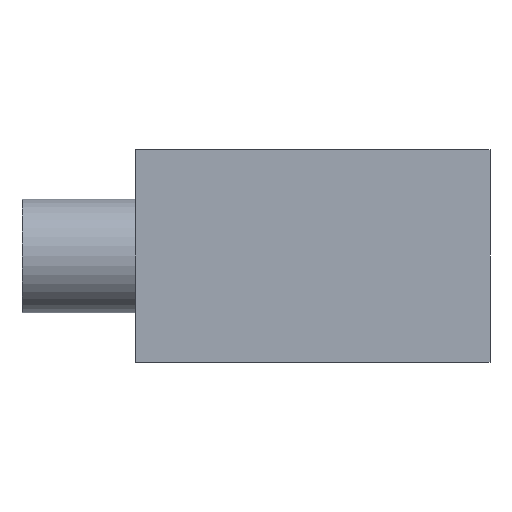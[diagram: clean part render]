
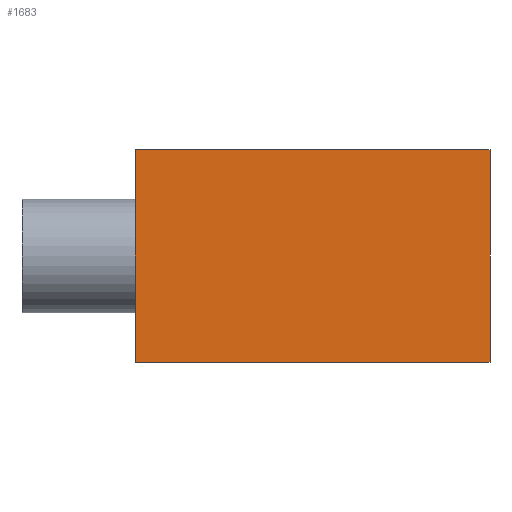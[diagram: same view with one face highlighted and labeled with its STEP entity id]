
A CAD part, front view. The second image highlights one B-rep face of the part: STEP entity #1683.
In plain terms, the highlighted planar face has unit normal (0, -1, 0).
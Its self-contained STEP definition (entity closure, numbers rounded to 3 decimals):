
#131 = CARTESIAN_POINT ( 'NONE',  ( 25., -45., 7.5 ) ) ;
#171 = PLANE ( 'NONE',  #902 ) ;
#257 = EDGE_CURVE ( 'NONE', #1021, #1908, #1281, .T. ) ;
#454 = LINE ( 'NONE', #1162, #1533 ) ;
#520 = ORIENTED_EDGE ( 'NONE', *, *, #1128, .F. ) ;
#537 = CARTESIAN_POINT ( 'NONE',  ( 0., -45., 7.5 ) ) ;
#607 = EDGE_CURVE ( 'NONE', #1021, #1884, #819, .T. ) ;
#663 = CARTESIAN_POINT ( 'NONE',  ( 0., -45., 7.5 ) ) ;
#666 = DIRECTION ( 'NONE',  ( 0., 0., -1. ) ) ;
#687 = FACE_OUTER_BOUND ( 'NONE', #1792, .T. ) ;
#738 = CARTESIAN_POINT ( 'NONE',  ( 0., -45., 7.5 ) ) ;
#788 = VERTEX_POINT ( 'NONE', #2280 ) ;
#819 = LINE ( 'NONE', #1359, #1745 ) ;
#902 = AXIS2_PLACEMENT_3D ( 'NONE', #537, #2096, #2115 ) ;
#1021 = VERTEX_POINT ( 'NONE', #663 ) ;
#1128 = EDGE_CURVE ( 'NONE', #1908, #788, #454, .T. ) ;
#1162 = CARTESIAN_POINT ( 'NONE',  ( 25., -45., 7.5 ) ) ;
#1216 = DIRECTION ( 'NONE',  ( 1., 0., 0. ) ) ;
#1267 = ORIENTED_EDGE ( 'NONE', *, *, #257, .F. ) ;
#1281 = LINE ( 'NONE', #738, #1856 ) ;
#1359 = CARTESIAN_POINT ( 'NONE',  ( 0., -45., 7.5 ) ) ;
#1533 = VECTOR ( 'NONE', #1963, 1000. ) ;
#1644 = ORIENTED_EDGE ( 'NONE', *, *, #607, .T. ) ;
#1670 = ORIENTED_EDGE ( 'NONE', *, *, #2055, .T. ) ;
#1683 = ADVANCED_FACE ( 'NONE', ( #687 ), #171, .F. ) ;
#1745 = VECTOR ( 'NONE', #666, 1000. ) ;
#1787 = DIRECTION ( 'NONE',  ( 1., 0., 0. ) ) ;
#1792 = EDGE_LOOP ( 'NONE', ( #1670, #520, #1267, #1644 ) ) ;
#1856 = VECTOR ( 'NONE', #1216, 1000. ) ;
#1884 = VERTEX_POINT ( 'NONE', #2239 ) ;
#1908 = VERTEX_POINT ( 'NONE', #131 ) ;
#1963 = DIRECTION ( 'NONE',  ( 0., 0., -1. ) ) ;
#2043 = VECTOR ( 'NONE', #1787, 1000. ) ;
#2055 = EDGE_CURVE ( 'NONE', #1884, #788, #2132, .T. ) ;
#2096 = DIRECTION ( 'NONE',  ( 0., 1., 0. ) ) ;
#2115 = DIRECTION ( 'NONE',  ( 0., 0., 1. ) ) ;
#2132 = LINE ( 'NONE', #2281, #2043 ) ;
#2239 = CARTESIAN_POINT ( 'NONE',  ( 0., -45., -7.5 ) ) ;
#2280 = CARTESIAN_POINT ( 'NONE',  ( 25., -45., -7.5 ) ) ;
#2281 = CARTESIAN_POINT ( 'NONE',  ( 0., -45., -7.5 ) ) ;
